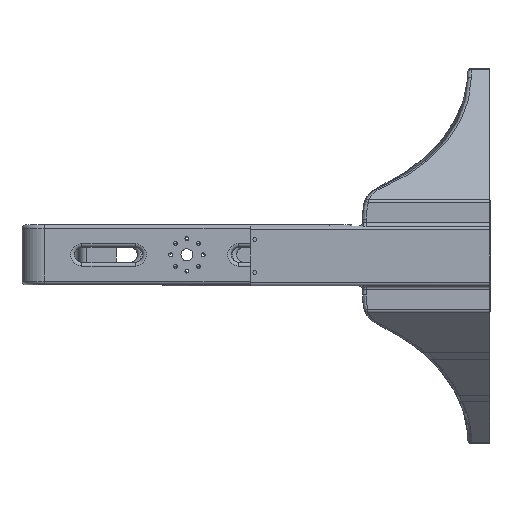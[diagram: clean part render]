
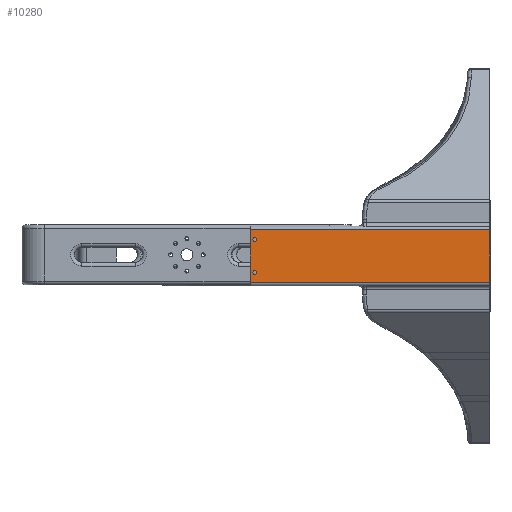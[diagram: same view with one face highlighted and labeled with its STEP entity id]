
A CAD part, left-side view. The second image highlights one B-rep face of the part: STEP entity #10280.
In plain terms, the highlighted planar face has unit normal (-1, 0, 0).
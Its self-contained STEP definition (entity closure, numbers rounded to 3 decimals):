
#238=FACE_BOUND('',#1489,.T.);
#239=FACE_BOUND('',#1490,.T.);
#390=PLANE('',#11229);
#833=FACE_OUTER_BOUND('',#1488,.T.);
#1488=EDGE_LOOP('',(#7818,#7819,#7820,#7821));
#1489=EDGE_LOOP('',(#7822));
#1490=EDGE_LOOP('',(#7823));
#2109=LINE('',#16122,#2792);
#2176=LINE('',#16741,#2859);
#2227=LINE('',#17747,#2910);
#2268=LINE('',#18019,#2951);
#2792=VECTOR('',#12609,10.);
#2859=VECTOR('',#12876,10.);
#2910=VECTOR('',#13189,10.);
#2951=VECTOR('',#13434,10.);
#3627=CIRCLE('',#11230,1.3);
#3628=CIRCLE('',#11231,1.3);
#4300=VERTEX_POINT('',#16119);
#4301=VERTEX_POINT('',#16121);
#4402=VERTEX_POINT('',#16738);
#4403=VERTEX_POINT('',#16740);
#4522=VERTEX_POINT('',#18021);
#4523=VERTEX_POINT('',#18023);
#5292=EDGE_CURVE('',#4300,#4301,#2109,.T.);
#5439=EDGE_CURVE('',#4402,#4403,#2176,.T.);
#5605=EDGE_CURVE('',#4403,#4300,#2227,.T.);
#5697=EDGE_CURVE('',#4301,#4402,#2268,.T.);
#5698=EDGE_CURVE('',#4522,#4522,#3627,.T.);
#5699=EDGE_CURVE('',#4523,#4523,#3628,.T.);
#7818=ORIENTED_EDGE('',*,*,#5697,.F.);
#7819=ORIENTED_EDGE('',*,*,#5292,.F.);
#7820=ORIENTED_EDGE('',*,*,#5605,.F.);
#7821=ORIENTED_EDGE('',*,*,#5439,.F.);
#7822=ORIENTED_EDGE('',*,*,#5698,.T.);
#7823=ORIENTED_EDGE('',*,*,#5699,.T.);
#10280=ADVANCED_FACE('',(#833,#238,#239),#390,.F.);
#11229=AXIS2_PLACEMENT_3D('',#18020,#13435,#13436);
#11230=AXIS2_PLACEMENT_3D('',#18022,#13437,#13438);
#11231=AXIS2_PLACEMENT_3D('',#18024,#13439,#13440);
#12609=DIRECTION('',(0.,0.,-1.));
#12876=DIRECTION('',(0.,0.,1.));
#13189=DIRECTION('',(0.,-1.,0.));
#13434=DIRECTION('',(0.,1.,0.));
#13435=DIRECTION('center_axis',(1.,0.,0.));
#13436=DIRECTION('ref_axis',(0.,0.,
-1.));
#13437=DIRECTION('center_axis',(1.,0.,0.));
#13438=DIRECTION('ref_axis',(0.,0.,
1.));
#13439=DIRECTION('center_axis',(1.,0.,0.));
#13440=DIRECTION('ref_axis',(0.,0.,
1.));
#16119=CARTESIAN_POINT('',(-141.5,0.,17.5));
#16121=CARTESIAN_POINT('',(-141.5,0.,-17.5));
#16122=CARTESIAN_POINT('',(-141.5,0.,0.));
#16738=CARTESIAN_POINT('',(-141.5,160.,-17.5));
#16740=CARTESIAN_POINT('',(-141.5,160.,17.5));
#16741=CARTESIAN_POINT('',(-141.5,160.,-10.));
#17747=CARTESIAN_POINT('',(-141.5,105.,17.5));
#18019=CARTESIAN_POINT('',(-141.5,-5.,-17.5));
#18020=CARTESIAN_POINT('Origin',(-141.5,50.,0.));
#18021=CARTESIAN_POINT('',(-141.5,156.8,9.7));
#18022=CARTESIAN_POINT('Origin',(-141.5,156.8,11.));
#18023=CARTESIAN_POINT('',(-141.5,156.8,-12.3));
#18024=CARTESIAN_POINT('Origin',(-141.5,156.8,-11.));
